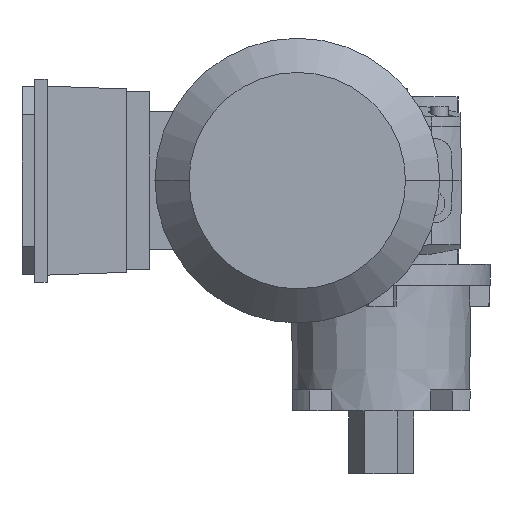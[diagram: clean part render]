
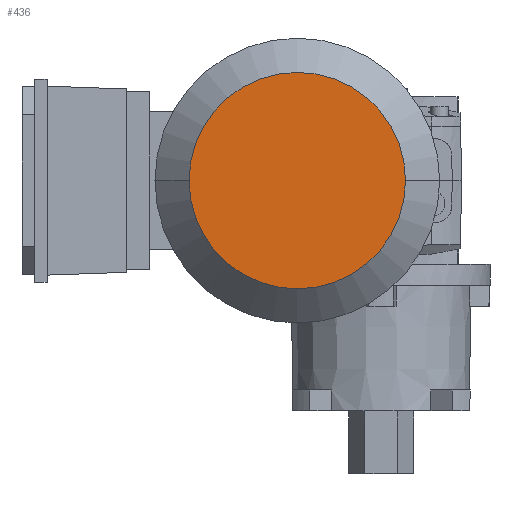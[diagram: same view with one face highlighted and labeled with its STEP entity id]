
A CAD part, front view. The second image highlights one B-rep face of the part: STEP entity #436.
In plain terms, the highlighted planar face has unit normal (0, -1, 0).
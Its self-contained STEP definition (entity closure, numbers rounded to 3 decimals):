
#436=ADVANCED_FACE('',(#1071),#1072,.T.);
#1071=FACE_OUTER_BOUND('',#1909,.T.);
#1072=PLANE('',#1910);
#1909=EDGE_LOOP('',(#3293,#3294));
#1910=AXIS2_PLACEMENT_3D('',#3295,#3296,#3297);
#3293=ORIENTED_EDGE('',*,*,#5516,.T.);
#3294=ORIENTED_EDGE('',*,*,#5518,.T.);
#3295=CARTESIAN_POINT('',(-40.051,-293.499,110.));
#3296=DIRECTION('',(0.0,-1.0,0.0));
#3297=DIRECTION('',(1.0,0.0,-0.0));
#5516=EDGE_CURVE('',#6727,#6729,#6731,.T.);
#5518=EDGE_CURVE('',#6729,#6727,#6733,.T.);
#6727=VERTEX_POINT('',#9064);
#6729=VERTEX_POINT('',#9067);
#6731=CIRCLE('',#9070,51.7);
#6733=CIRCLE('',#9072,51.7);
#9064=CARTESIAN_POINT('',(-91.751,-293.499,110.));
#9067=CARTESIAN_POINT('',(11.65,-293.499,110.));
#9070=AXIS2_PLACEMENT_3D('',#11689,#11690,#11691);
#9072=AXIS2_PLACEMENT_3D('',#11692,#11693,#11694);
#11689=CARTESIAN_POINT('',(-40.051,-293.499,110.));
#11690=DIRECTION('',(0.0,-1.0,0.0));
#11691=DIRECTION('',(-1.0,0.0,0.0));
#11692=CARTESIAN_POINT('',(-40.051,-293.499,110.));
#11693=DIRECTION('',(0.0,-1.0,0.0));
#11694=DIRECTION('',(1.0,0.0,0.0));
